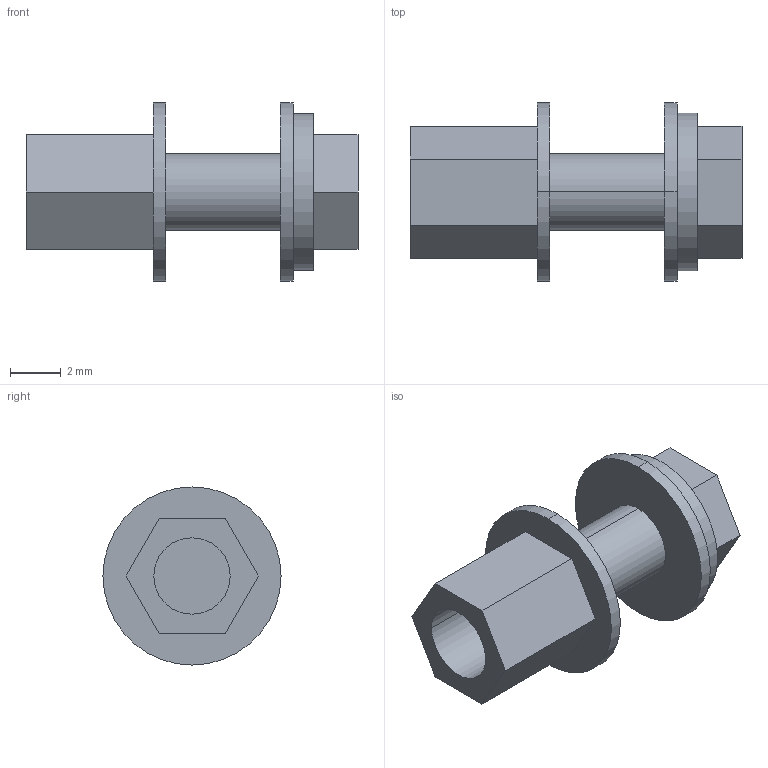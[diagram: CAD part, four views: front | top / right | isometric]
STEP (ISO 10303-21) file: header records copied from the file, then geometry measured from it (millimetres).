
FILE_DESCRIPTION((''),'2;1');
FILE_NAME('HARTING_09 67 000 9922.stp','2013-04-08T12:15:38',(''),(''),'Mechanical Desktop 2011','Mechanical Desktop 2011',', , ');
FILE_SCHEMA(('AUTOMOTIVE_DESIGN { 1 2 10303 214 1 1 1 1 }'));
Length unit declared in the file: millimetre
Products named in the file (1): Product
Bounding box: 13.05 x 7 x 7 mm (x, y, z)
Volume: 176.2 mm3; surface area: 526.2 mm2
Topology: 6 solids, 6 shells, 42 faces, 90 edges, 60 vertices
Faces by surface type: plane 26, cylinder 16
Entity records: 1202 total; most frequent: DIRECTION 208, CARTESIAN_POINT 193, ORIENTED_EDGE 180, EDGE_CURVE 90, AXIS2_PLACEMENT_3D 75, VERTEX_POINT 60, VECTOR 58, LINE 58
